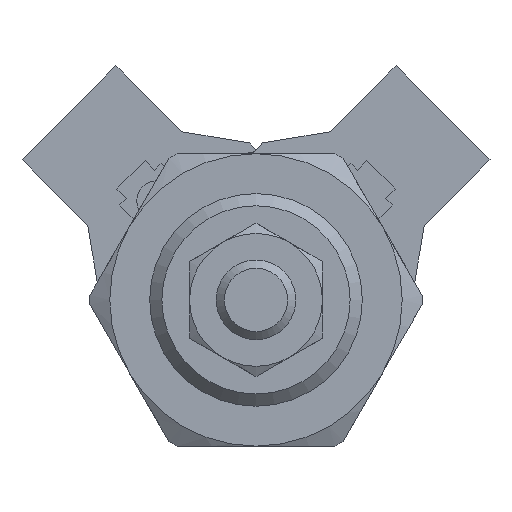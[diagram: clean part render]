
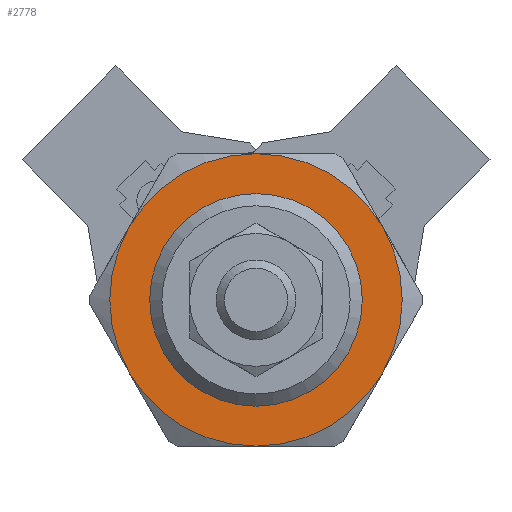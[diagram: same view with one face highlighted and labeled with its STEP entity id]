
A CAD part, left-side view. The second image highlights one B-rep face of the part: STEP entity #2778.
In plain terms, the highlighted planar face has unit normal (-1, 0, 0).
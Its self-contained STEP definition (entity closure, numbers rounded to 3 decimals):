
#224=CIRCLE('',#2995,11.);
#225=CIRCLE('',#2997,11.);
#227=CIRCLE('',#3000,11.);
#229=CIRCLE('',#3003,11.);
#231=CIRCLE('',#3006,11.);
#238=CIRCLE('',#3019,11.);
#239=CIRCLE('',#3020,8.);
#679=ORIENTED_EDGE('',*,*,#1160,.F.);
#680=ORIENTED_EDGE('',*,*,#1133,.F.);
#681=ORIENTED_EDGE('',*,*,#1137,.F.);
#682=ORIENTED_EDGE('',*,*,#1141,.F.);
#683=ORIENTED_EDGE('',*,*,#1127,.F.);
#684=ORIENTED_EDGE('',*,*,#1129,.F.);
#685=ORIENTED_EDGE('',*,*,#1161,.T.);
#1127=EDGE_CURVE('',#1395,#1396,#224,.T.);
#1129=EDGE_CURVE('',#1397,#1395,#225,.T.);
#1133=EDGE_CURVE('',#1400,#1401,#227,.T.);
#1137=EDGE_CURVE('',#1404,#1400,#229,.T.);
#1141=EDGE_CURVE('',#1396,#1404,#231,.T.);
#1160=EDGE_CURVE('',#1401,#1397,#238,.T.);
#1161=EDGE_CURVE('',#1419,#1419,#239,.T.);
#1395=VERTEX_POINT('',#4337);
#1396=VERTEX_POINT('',#4339);
#1397=VERTEX_POINT('',#4346);
#1400=VERTEX_POINT('',#4360);
#1401=VERTEX_POINT('',#4361);
#1404=VERTEX_POINT('',#4375);
#1419=VERTEX_POINT('',#4433);
#1913=EDGE_LOOP('',(#679,#680,#681,#682,#683,#684));
#1914=EDGE_LOOP('',(#685));
#2131=FACE_BOUND('',#1913,.T.);
#2132=FACE_BOUND('',#1914,.T.);
#2304=PLANE('',#3018);
#2778=ADVANCED_FACE('',(#2131,#2132),#2304,.F.);
#2995=AXIS2_PLACEMENT_3D('',#4338,#3504,#3505);
#2997=AXIS2_PLACEMENT_3D('',#4345,#3508,#3509);
#3000=AXIS2_PLACEMENT_3D('',#4359,#3514,#3515);
#3003=AXIS2_PLACEMENT_3D('',#4374,#3520,#3521);
#3006=AXIS2_PLACEMENT_3D('',#4388,#3526,#3527);
#3018=AXIS2_PLACEMENT_3D('',#4430,#3560,#3561);
#3019=AXIS2_PLACEMENT_3D('',#4431,#3562,#3563);
#3020=AXIS2_PLACEMENT_3D('',#4432,#3564,#3565);
#3504=DIRECTION('',(1.,0.,0.));
#3505=DIRECTION('',(0.,0.,-1.));
#3508=DIRECTION('',(1.,0.,0.));
#3509=DIRECTION('',(0.,0.,-1.));
#3514=DIRECTION('',(1.,0.,0.));
#3515=DIRECTION('',(0.,0.,-1.));
#3520=DIRECTION('',(1.,0.,0.));
#3521=DIRECTION('',(0.,0.,-1.));
#3526=DIRECTION('',(1.,0.,0.));
#3527=DIRECTION('',(0.,0.,-1.));
#3560=DIRECTION('',(1.,0.,0.));
#3561=DIRECTION('',(0.,0.,-1.));
#3562=DIRECTION('',(1.,0.,0.));
#3563=DIRECTION('',(0.,0.,-1.));
#3564=DIRECTION('',(1.,0.,0.));
#3565=DIRECTION('',(0.,0.,-1.));
#4337=CARTESIAN_POINT('',(0.,0.,11.));
#4338=CARTESIAN_POINT('',(0.,0.,0.));
#4339=CARTESIAN_POINT('',(0.,-9.526,5.5));
#4345=CARTESIAN_POINT('',(0.,0.,0.));
#4346=CARTESIAN_POINT('',(0.,9.526,5.5));
#4359=CARTESIAN_POINT('',(0.,0.,0.));
#4360=CARTESIAN_POINT('',(0.,0.,-11.));
#4361=CARTESIAN_POINT('',(0.,9.526,-5.5));
#4374=CARTESIAN_POINT('',(0.,0.,0.));
#4375=CARTESIAN_POINT('',(0.,-9.526,-5.5));
#4388=CARTESIAN_POINT('',(0.,0.,0.));
#4430=CARTESIAN_POINT('',(0.,0.,0.));
#4431=CARTESIAN_POINT('',(0.,0.,0.));
#4432=CARTESIAN_POINT('',(0.,0.,0.));
#4433=CARTESIAN_POINT('',(0.,0.,-8.));
